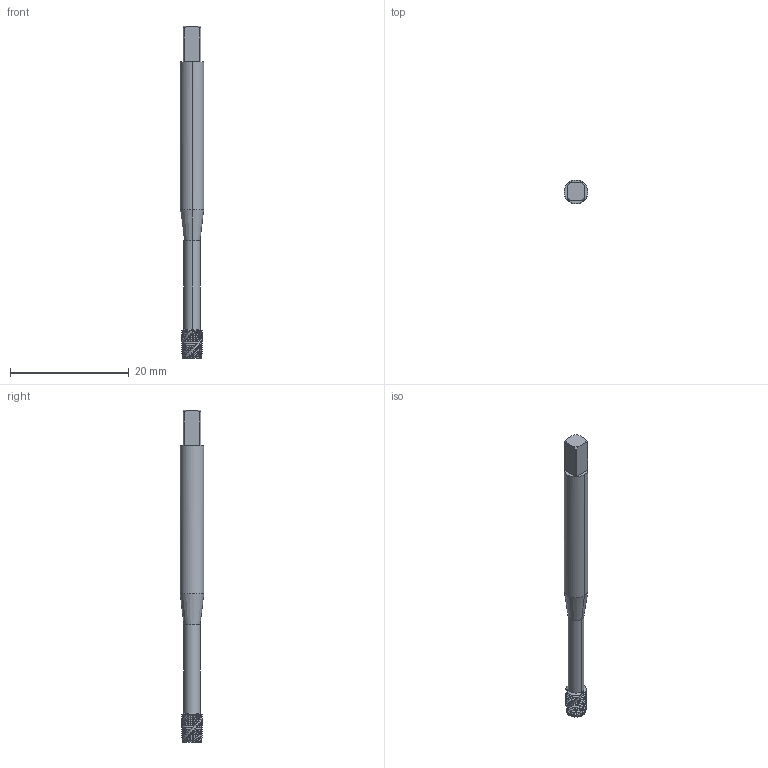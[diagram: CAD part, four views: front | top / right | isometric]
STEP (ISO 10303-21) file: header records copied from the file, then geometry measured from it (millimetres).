
FILE_DESCRIPTION(('no description'),'unknown implementation level');
FILE_NAME('solidvzdq3F9XvF0e2ul2Vxz_aLKJZrY_1.STP',' ',('CIM GmbH Aachen'),('CADClick - KiM GmbH - www.kimweb.de'),'unknown preprocess','ACIS','unknown authorization');
FILE_SCHEMA(('automotive_design'));
Length unit declared in the file: millimetre
Products named in the file (2): 1; 2
Bounding box: 4 x 4 x 56 mm (x, y, z)
Volume: 538.8 mm3; surface area: 751.4 mm2
Topology: 2 solids, 2 shells, 298 faces, 834 edges, 540 vertices
Faces by surface type: cone 147, cylinder 125, plane 17, bspline 6, revolution 3
Entity records: 22824 total; most frequent: CARTESIAN_POINT 6313, STYLED_ITEM 1674, PRESENTATION_STYLE_ASSIGNMENT 1674, COLOUR_RGB 1674, ORIENTED_EDGE 1668, DIRECTION 1381, EDGE_CURVE 834, CURVE_STYLE 834
